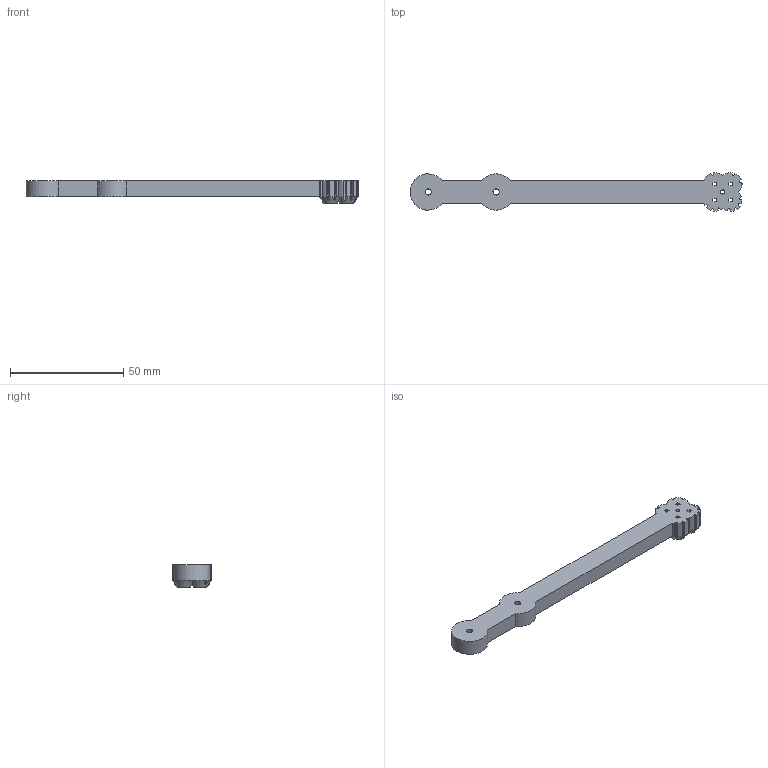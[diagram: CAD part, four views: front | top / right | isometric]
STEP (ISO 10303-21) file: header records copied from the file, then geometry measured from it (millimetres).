
FILE_DESCRIPTION(('HOOPS Exchange Step'),'2;1');
FILE_NAME('temp_export','2023-01-03T23:17:58+08:00',('mobile'),('Shapr3D Limited'),'HOOPS Exchange 2022.1','Shapr3D','Authorized');
FILE_SCHEMA( ('AUTOMOTIVE_DESIGN { 1 0 10303 214 1 1 1 1 }') );
Length unit declared in the file: millimetre
Products named in the file (1): Arm Four
Bounding box: 146.51 x 17.07 x 10 mm (x, y, z)
Volume: 11877.1 mm3; surface area: 6174.3 mm2
Topology: 1 solids, 1 shells, 104 faces, 311 edges, 208 vertices
Faces by surface type: plane 68, cylinder 32, cone 4
Full cylindrical faces by diameter (mm): 1.8 x1, 2.7 x2
Entity records: 3862 total; most frequent: CARTESIAN_POINT 981, ORIENTED_EDGE 622, DIRECTION 567, EDGE_CURVE 311, VERTEX_POINT 208, VECTOR 199, LINE 199, AXIS2_PLACEMENT_3D 184
